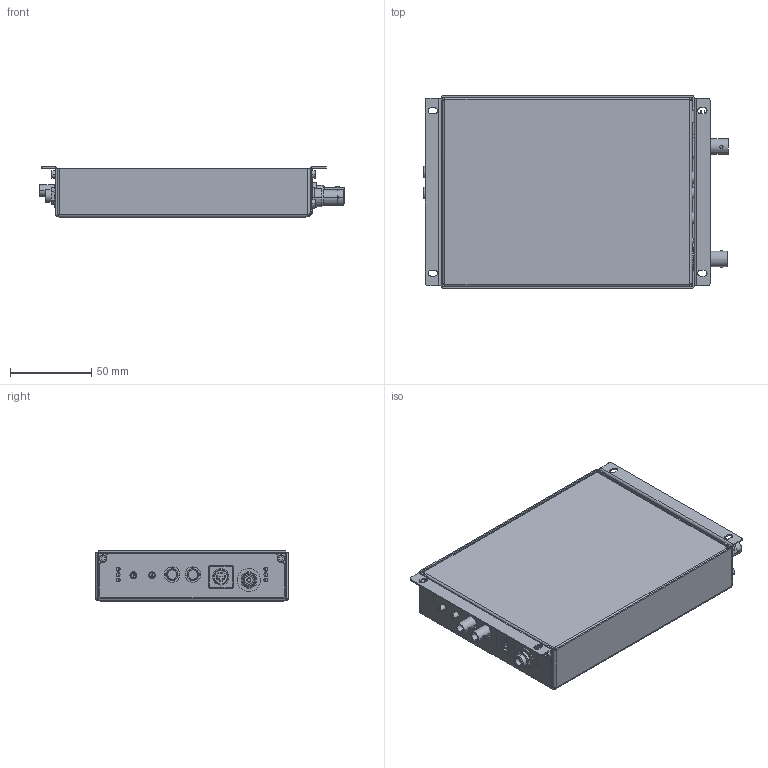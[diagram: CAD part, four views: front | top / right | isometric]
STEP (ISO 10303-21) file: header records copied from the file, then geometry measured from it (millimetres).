
FILE_DESCRIPTION (( 'STEP AP214' ), '1' );
FILE_NAME ('88201890-IC101.STEP', '2009-08-21T19:58:42', ( ' ' ), ( ' ' ), 'SwSTEP 2.0', 'SolidWorks 2008', '' );
FILE_SCHEMA (( 'AUTOMOTIVE_DESIGN' ));
Length unit declared in the file: millimetre
Products named in the file (28): Reg Flat Washer_M3; 88201890-IC101; 17216070; 17216050; 17216060; Hex Nut SST_M3; I101-PCB; 85202200; 17216030; 17216020; HFBR 1515B - 2515B_In (Dk Grey); HFBR 1515B - 2515B_Out (Lt Grey); L712RA; CUI-MD-60SMW_MD-60SMW; Greyhill 94HBB; 570-0100-xxx_570-0100-222; SHCS M3 SST B_L=12; 17212282; 550-0205!0405_Yellow; 5607-265; Lemo EPL-00-250-NTN; BNC Rt Ang 227677-01-3; 17216040; Hex Nut-L712; 95606A140; BNC NUT BOMAR 364KNT; SHV Panel Mnt 51494; SHCS METRIC SST_M2.5 X 4 LNG
Assembly tree (40 placements, depth 3):
  88201890-IC101
    85202200
      Lemo EPL-00-250-NTN  x3
      550-0205!0405_Yellow
      570-0100-xxx_570-0100-222  x2
      BNC Rt Ang 227677-01-3
      Reg Flat Washer_M3
      HFBR 1515B - 2515B_In (Dk Grey)
      Greyhill 94HBB  x2
      L712RA
      CUI-MD-60SMW_MD-60SMW
      17212282
      HFBR 1515B - 2515B_Out (Lt Grey)
      I101-PCB
      SHCS M3 SST B_L=12
    17216050
    SHV Panel Mnt 51494
    Reg Flat Washer_M3  x3
    95606A140
    17216060
    17216040
    17216020
    SHCS METRIC SST_M2.5 X 4 LNG  x6
    BNC NUT BOMAR 364KNT
    5607-265
    17216030
    17216070
    Hex Nut SST_M3  x2
    Hex Nut-L712
Bounding box: 187.58 x 118.64 x 31 mm (x, y, z)
Volume: 100181.6 mm3; surface area: 213945.2 mm2
Topology: 39 solids, 39 shells, 1612 faces, 3879 edges, 2496 vertices
Faces by surface type: plane 947, cylinder 529, cone 99, torus 24, bspline 12, sphere 1
Entity records: 44435 total; most frequent: CARTESIAN_POINT 7500, DIRECTION 6553, ORIENTED_EDGE 6208, EDGE_CURVE 3104, AXIS2_PLACEMENT_3D 2270, LINE 2013, VECTOR 2013, VERTEX_POINT 1991
